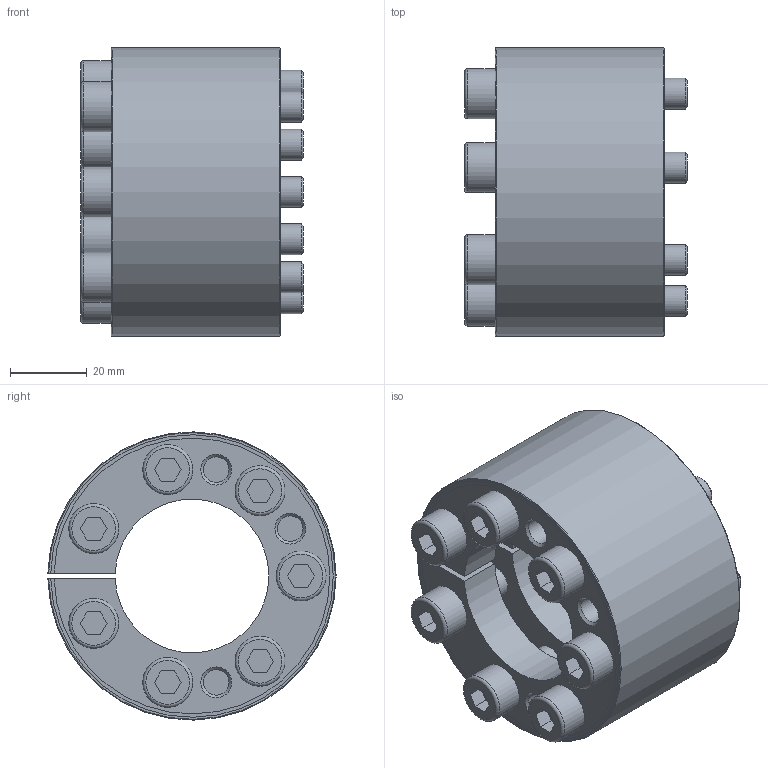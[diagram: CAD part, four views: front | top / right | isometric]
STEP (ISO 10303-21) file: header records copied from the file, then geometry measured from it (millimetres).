
FILE_DESCRIPTION(/* description */ ('STEP AP214'),/* implementation_level */ '2;1');
FILE_NAME(/* name */ 'KLEE040',/* time_stamp */ '2024-05-23T14:04:40+02:00',/* author */ ('License CC BY-ND 4.0'),/* organization */ ('CADENAS'),/* preprocessor_version */ 'ST-DEVELOPER v19.3',/* originating_system */ 'PARTsolutions',/* authorisation */ ' ');
FILE_SCHEMA (('AUTOMOTIVE_DESIGN {1 0 10303 214 3 1 1}'));
Length unit declared in the file: millimetre
Products named in the file (6): KLEE040; KLEE040_threaded_KLEE; KLEE040_outer; KLEE040_threaded_KLEE2; KLEE040_nothread; 109_KLEE
Assembly tree (11 placements, depth 2):
  KLEE040
    KLEE040_threaded_KLEE
    KLEE040_outer
    KLEE040_threaded_KLEE2
    KLEE040_nothread
    109_KLEE  x7
Bounding box: 58 x 74.99 x 75 mm (x, y, z)
Volume: 125812.6 mm3; surface area: 60590.4 mm2
Topology: 10 solids, 10 shells, 187 faces, 404 edges, 252 vertices
Faces by surface type: plane 84, cylinder 42, cone 38, torus 23
Full cylindrical faces by diameter (mm): 6.647 x17, 8 x7, 8.4 x7, 13 x7
Entity records: 2501 total; most frequent: DIRECTION 426, CARTESIAN_POINT 408, ORIENTED_EDGE 298, AXIS2_PLACEMENT_3D 192, EDGE_LOOP 186, FACE_BOUND 186, EDGE_CURVE 149, VERTEX_POINT 125
